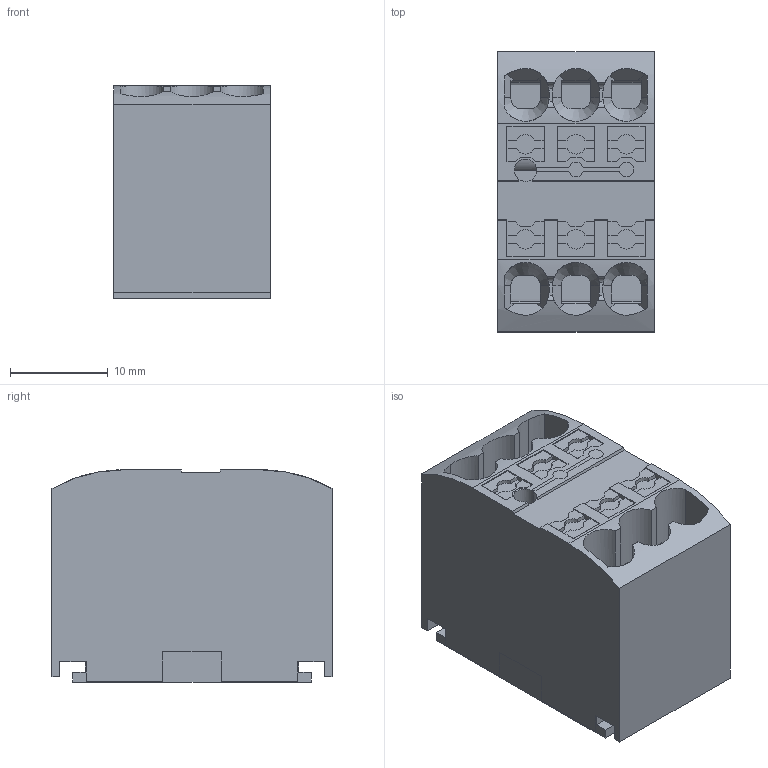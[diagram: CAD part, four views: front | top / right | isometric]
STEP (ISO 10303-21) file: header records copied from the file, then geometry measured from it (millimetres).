
FILE_DESCRIPTION(('Creo Elements/Direct Modeling STEP Export'),'2;1');
FILE_NAME('model.stp','2021-05-26T17:52:26',(''),(''),'Creo Elements/Direct Modeling STEP processor for AP214 (Solid Model)','Creo Elements/Direct Modeling 20.1D 10-Oct-2020 (C) Parametric Technology GmbH','');
FILE_SCHEMA(('AUTOMOTIVE_DESIGN { 1 0 10303 214 1 1 1 1 }'));
Length unit declared in the file: millimetre
Products named in the file (2): PTFIX_6X2.5_GY-Select
Assembly tree (1 placements, depth 2):
  PTFIX_6X2.5_GY-Select
    PTFIX_6X2.5_GY-Select
Bounding box: 16 x 28.6 x 21.7 mm (x, y, z)
Volume: 8193.5 mm3; surface area: 4237.9 mm2
Topology: 1 solids, 1 shells, 281 faces, 848 edges, 574 vertices
Faces by surface type: plane 222, cylinder 53, cone 6
Entity records: 15920 total; most frequent: CARTESIAN_POINT 6159, ORIENTED_EDGE 1696, DIRECTION 1323, EDGE_CURVE 848, VECTOR 615, LINE 615, VERTEX_POINT 574, AXIS2_PLACEMENT_3D 354
